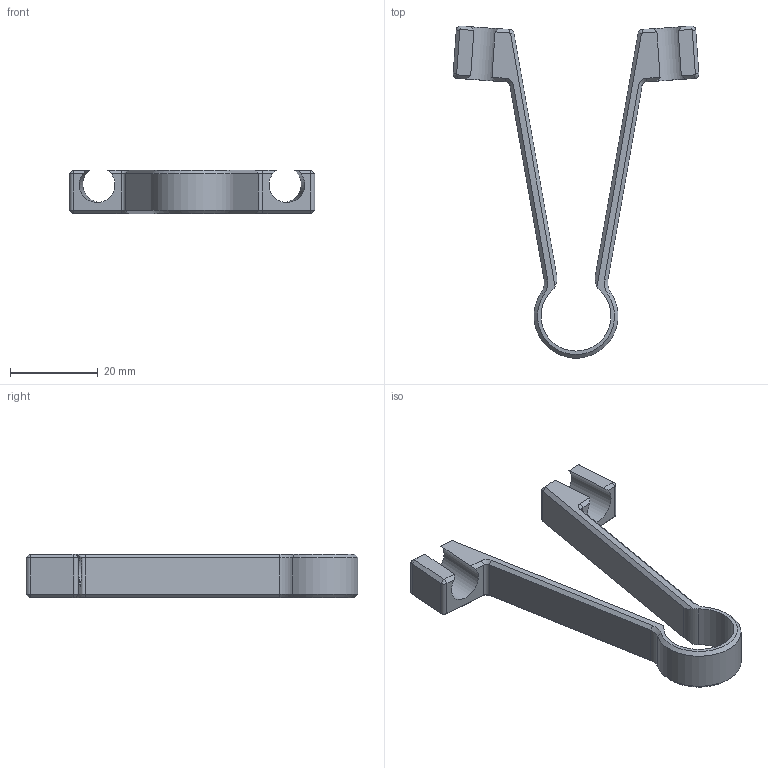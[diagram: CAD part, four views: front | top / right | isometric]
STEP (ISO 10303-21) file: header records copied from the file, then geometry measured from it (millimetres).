
FILE_DESCRIPTION(/* description */ (''),/* implementation_level */ '2;1');
FILE_NAME(/* name */ 'Multimeter Test Lead Tweezers.step',/* time_stamp */ '2025-12-19T08:52:51-06:00',/* author */ (''),/* organization */ (''),/* preprocessor_version */ 'ST-DEVELOPER v20.1',/* originating_system */ 'Autodesk Translation Framework v14.21.0.0',/* authorisation */ '');
FILE_SCHEMA (('AUTOMOTIVE_DESIGN { 1 0 10303 214 3 1 1 }'));
Length unit declared in the file: millimetre
Products named in the file (2): (Unsaved); Multimeter Test Lead Tweezers 8.2mm
Assembly tree (1 placements, depth 2):
  (Unsaved)
    Multimeter Test Lead Tweezers 8.2mm
Bounding box: 56.09 x 75.8 x 10 mm (x, y, z)
Volume: 5582 mm3; surface area: 4987.6 mm2
Topology: 1 solids, 1 shells, 76 faces, 182 edges, 108 vertices
Faces by surface type: plane 38, cone 22, cylinder 16
Entity records: 2225 total; most frequent: DIRECTION 406, CARTESIAN_POINT 369, ORIENTED_EDGE 364, EDGE_CURVE 182, AXIS2_PLACEMENT_3D 145, LINE 116, VECTOR 116, VERTEX_POINT 108
